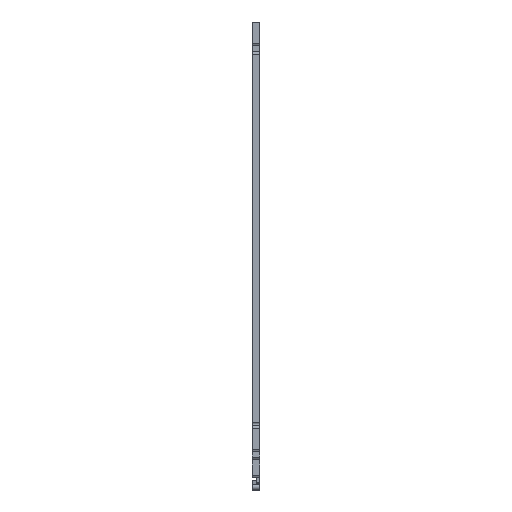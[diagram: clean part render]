
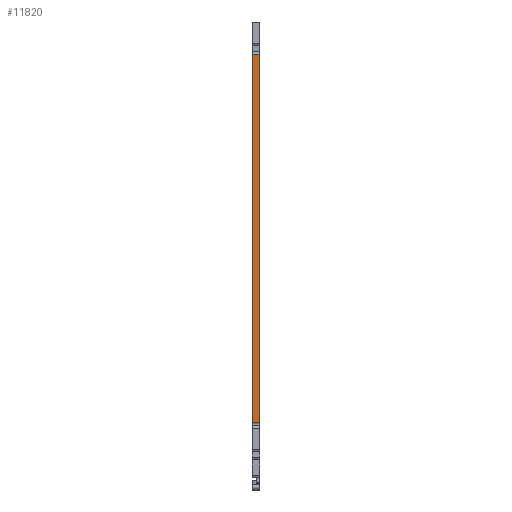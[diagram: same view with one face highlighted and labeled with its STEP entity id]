
A CAD part, left-side view. The second image highlights one B-rep face of the part: STEP entity #11820.
In plain terms, the highlighted planar face has unit normal (-1, 0, 0).
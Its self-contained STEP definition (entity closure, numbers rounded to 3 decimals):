
#552 = DIRECTION ( 'NONE',  ( 0., -1., 0. ) ) ;
#3445 = EDGE_CURVE ( 'NONE', #10457, #6960, #17893, .T. ) ;
#3891 = DIRECTION ( 'NONE',  ( -1., 0., 0. ) ) ;
#3937 = VERTEX_POINT ( 'NONE', #28785 ) ;
#6960 = VERTEX_POINT ( 'NONE', #30895 ) ;
#7124 = CARTESIAN_POINT ( 'NONE',  ( 227.447, 0., -1023.137 ) ) ;
#8075 = VECTOR ( 'NONE', #28484, 1000. ) ;
#8806 = CARTESIAN_POINT ( 'NONE',  ( 227.447, 18.771, -1023.137 ) ) ;
#10003 = EDGE_LOOP ( 'NONE', ( #47755, #39679, #44617, #36571 ) ) ;
#10457 = VERTEX_POINT ( 'NONE', #13076 ) ;
#11820 = ADVANCED_FACE ( 'NONE', ( #26336 ), #23942, .T. ) ;
#13076 = CARTESIAN_POINT ( 'NONE',  ( 227.447, 18.771, -96.229 ) ) ;
#14326 = CARTESIAN_POINT ( 'NONE',  ( 227.447, 18.771, 0. ) ) ;
#17893 = LINE ( 'NONE', #14326, #29843 ) ;
#19699 = VECTOR ( 'NONE', #552, 1000. ) ;
#22436 = DIRECTION ( 'NONE',  ( 0., 0., -1. ) ) ;
#23942 = PLANE ( 'NONE',  #42749 ) ;
#24106 = EDGE_CURVE ( 'NONE', #10457, #3937, #45915, .T. ) ;
#24601 = CARTESIAN_POINT ( 'NONE',  ( 227.447, 18.771, -96.229 ) ) ;
#24628 = CARTESIAN_POINT ( 'NONE',  ( 227.447, 18.771, 0. ) ) ;
#26336 = FACE_OUTER_BOUND ( 'NONE', #10003, .T. ) ;
#28484 = DIRECTION ( 'NONE',  ( 0., 0., -1. ) ) ;
#28785 = CARTESIAN_POINT ( 'NONE',  ( 227.447, 0., -96.229 ) ) ;
#29843 = VECTOR ( 'NONE', #22436, 1000. ) ;
#30708 = VERTEX_POINT ( 'NONE', #7124 ) ;
#30895 = CARTESIAN_POINT ( 'NONE',  ( 227.447, 18.771, -1023.137 ) ) ;
#32833 = DIRECTION ( 'NONE',  ( 0., -1., 0. ) ) ;
#36571 = ORIENTED_EDGE ( 'NONE', *, *, #36691, .T. ) ;
#36691 = EDGE_CURVE ( 'NONE', #6960, #30708, #42862, .T. ) ;
#39616 = VECTOR ( 'NONE', #32833, 1000. ) ;
#39679 = ORIENTED_EDGE ( 'NONE', *, *, #24106, .F. ) ;
#40220 = DIRECTION ( 'NONE',  ( 0., 0., 1. ) ) ;
#42749 = AXIS2_PLACEMENT_3D ( 'NONE', #24628, #3891, #40220 ) ;
#42862 = LINE ( 'NONE', #8806, #19699 ) ;
#44617 = ORIENTED_EDGE ( 'NONE', *, *, #3445, .T. ) ;
#45915 = LINE ( 'NONE', #24601, #39616 ) ;
#47755 = ORIENTED_EDGE ( 'NONE', *, *, #48058, .F. ) ;
#48058 = EDGE_CURVE ( 'NONE', #3937, #30708, #50741, .T. ) ;
#50741 = LINE ( 'NONE', #51939, #8075 ) ;
#51939 = CARTESIAN_POINT ( 'NONE',  ( 227.447, 0., 0. ) ) ;
